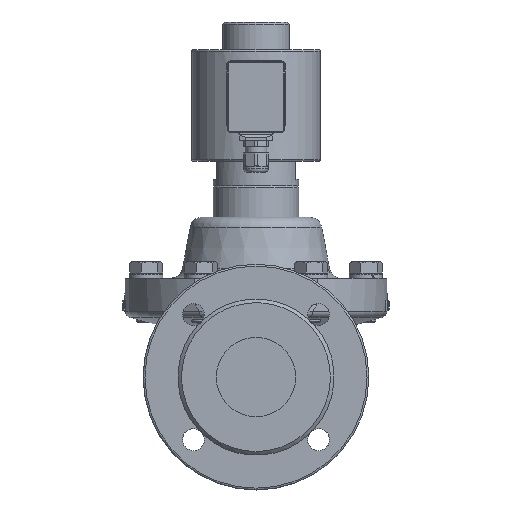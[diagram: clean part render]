
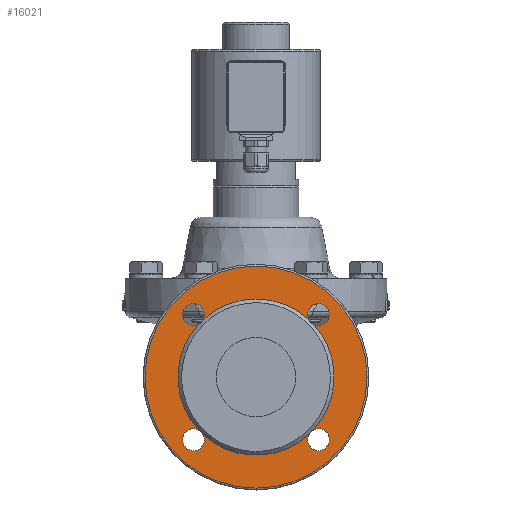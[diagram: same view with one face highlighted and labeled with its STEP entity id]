
A CAD part, front view. The second image highlights one B-rep face of the part: STEP entity #16021.
In plain terms, the highlighted planar face has unit normal (0, -1, 0).
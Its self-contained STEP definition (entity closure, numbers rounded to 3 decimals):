
#3376=FACE_BOUND('',#4493,.T.);
#3524=FACE_OUTER_BOUND('',#4492,.T.);
#4492=EDGE_LOOP('',(#9982));
#4493=EDGE_LOOP('',(#9983,#9984,#9985,#9986,#9987,#9988,#9989,#9990));
#5614=CIRCLE('',#17000,91.);
#5615=CIRCLE('',#17001,9.);
#5616=CIRCLE('',#17002,64.);
#5617=CIRCLE('',#17003,9.);
#5618=CIRCLE('',#17004,64.);
#5619=CIRCLE('',#17005,9.);
#5620=CIRCLE('',#17006,64.);
#5621=CIRCLE('',#17007,9.);
#5622=CIRCLE('',#17008,64.);
#6105=VERTEX_POINT('',#21497);
#6106=VERTEX_POINT('',#21499);
#6107=VERTEX_POINT('',#21500);
#6108=VERTEX_POINT('',#21502);
#6109=VERTEX_POINT('',#21504);
#6110=VERTEX_POINT('',#21506);
#6111=VERTEX_POINT('',#21508);
#6112=VERTEX_POINT('',#21510);
#6113=VERTEX_POINT('',#21512);
#7621=EDGE_CURVE('',#6105,#6105,#5614,.T.);
#7622=EDGE_CURVE('',#6106,#6107,#5615,.T.);
#7623=EDGE_CURVE('',#6107,#6108,#5616,.T.);
#7624=EDGE_CURVE('',#6108,#6109,#5617,.T.);
#7625=EDGE_CURVE('',#6109,#6110,#5618,.T.);
#7626=EDGE_CURVE('',#6110,#6111,#5619,.T.);
#7627=EDGE_CURVE('',#6111,#6112,#5620,.T.);
#7628=EDGE_CURVE('',#6112,#6113,#5621,.T.);
#7629=EDGE_CURVE('',#6113,#6106,#5622,.T.);
#9982=ORIENTED_EDGE('',*,*,#7621,.F.);
#9983=ORIENTED_EDGE('',*,*,#7622,.T.);
#9984=ORIENTED_EDGE('',*,*,#7623,.T.);
#9985=ORIENTED_EDGE('',*,*,#7624,.T.);
#9986=ORIENTED_EDGE('',*,*,#7625,.T.);
#9987=ORIENTED_EDGE('',*,*,#7626,.T.);
#9988=ORIENTED_EDGE('',*,*,#7627,.T.);
#9989=ORIENTED_EDGE('',*,*,#7628,.T.);
#9990=ORIENTED_EDGE('',*,*,#7629,.T.);
#14696=PLANE('',#16999);
#16021=ADVANCED_FACE('',(#3524,#3376),#14696,.T.);
#16999=AXIS2_PLACEMENT_3D('',#21496,#18211,#18212);
#17000=AXIS2_PLACEMENT_3D('',#21498,#18213,#18214);
#17001=AXIS2_PLACEMENT_3D('',#21501,#18215,#18216);
#17002=AXIS2_PLACEMENT_3D('',#21503,#18217,#18218);
#17003=AXIS2_PLACEMENT_3D('',#21505,#18219,#18220);
#17004=AXIS2_PLACEMENT_3D('',#21507,#18221,#18222);
#17005=AXIS2_PLACEMENT_3D('',#21509,#18223,#18224);
#17006=AXIS2_PLACEMENT_3D('',#21511,#18225,#18226);
#17007=AXIS2_PLACEMENT_3D('',#21513,#18227,#18228);
#17008=AXIS2_PLACEMENT_3D('',#21514,#18229,#18230);
#18211=DIRECTION('center_axis',(0.,-1.,0.));
#18212=DIRECTION('ref_axis',(0.,0.,-1.));
#18213=DIRECTION('center_axis',(0.,1.,0.));
#18214=DIRECTION('ref_axis',(1.,0.,0.));
#18215=DIRECTION('center_axis',(0.,1.,0.));
#18216=DIRECTION('ref_axis',(1.,0.,0.));
#18217=DIRECTION('center_axis',(0.,1.,0.));
#18218=DIRECTION('ref_axis',(1.,0.,0.));
#18219=DIRECTION('center_axis',(0.,1.,0.));
#18220=DIRECTION('ref_axis',(1.,0.,0.));
#18221=DIRECTION('center_axis',(0.,1.,0.));
#18222=DIRECTION('ref_axis',(1.,0.,0.));
#18223=DIRECTION('center_axis',(0.,1.,0.));
#18224=DIRECTION('ref_axis',(1.,0.,0.));
#18225=DIRECTION('center_axis',(0.,1.,0.));
#18226=DIRECTION('ref_axis',(1.,0.,0.));
#18227=DIRECTION('center_axis',(0.,1.,0.));
#18228=DIRECTION('ref_axis',(1.,0.,0.));
#18229=DIRECTION('center_axis',(0.,1.,0.));
#18230=DIRECTION('ref_axis',(1.,0.,0.));
#21496=CARTESIAN_POINT('Origin',(0.,-142.,91.));
#21497=CARTESIAN_POINT('',(0.,-142.,91.));
#21498=CARTESIAN_POINT('Origin',(0.,-142.,0.));
#21499=CARTESIAN_POINT('',(-43.247,-142.,-47.177));
#21500=CARTESIAN_POINT('',(-47.177,-142.,-43.247));
#21501=CARTESIAN_POINT('Origin',(-51.265,-142.,-51.265));
#21502=CARTESIAN_POINT('',(-47.177,-142.,43.247));
#21503=CARTESIAN_POINT('Origin',(0.,-142.,0.));
#21504=CARTESIAN_POINT('',(-43.247,-142.,47.177));
#21505=CARTESIAN_POINT('Origin',(-51.265,-142.,51.265));
#21506=CARTESIAN_POINT('',(43.247,-142.,47.177));
#21507=CARTESIAN_POINT('Origin',(0.,-142.,0.));
#21508=CARTESIAN_POINT('',(47.177,-142.,43.247));
#21509=CARTESIAN_POINT('Origin',(51.265,-142.,51.265));
#21510=CARTESIAN_POINT('',(47.177,-142.,-43.247));
#21511=CARTESIAN_POINT('Origin',(0.,-142.,0.));
#21512=CARTESIAN_POINT('',(43.247,-142.,-47.177));
#21513=CARTESIAN_POINT('Origin',(51.265,-142.,-51.265));
#21514=CARTESIAN_POINT('Origin',(0.,-142.,0.));
